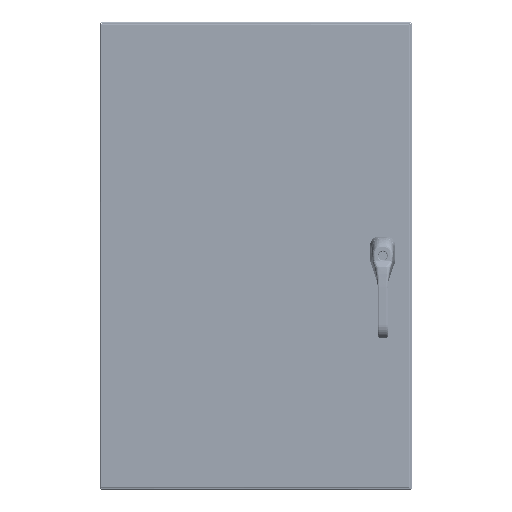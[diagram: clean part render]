
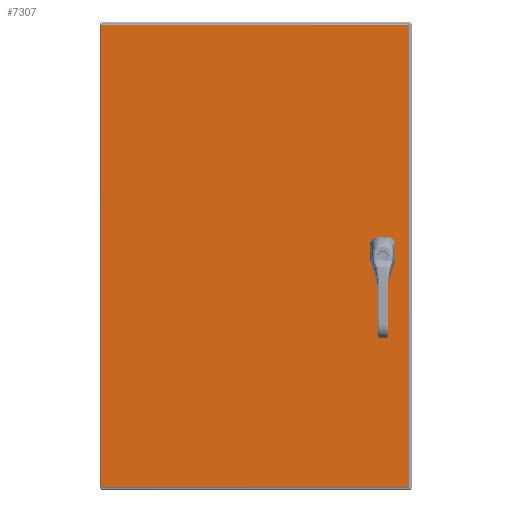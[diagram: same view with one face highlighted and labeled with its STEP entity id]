
A CAD part, top view. The second image highlights one B-rep face of the part: STEP entity #7307.
In plain terms, the highlighted face is planar.
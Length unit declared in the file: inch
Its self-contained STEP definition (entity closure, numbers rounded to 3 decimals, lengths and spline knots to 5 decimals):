
#5498=CARTESIAN_POINT('',(2.33762,18.275,0.0));
#5499=VERTEX_POINT('',#5498);
#5506=CARTESIAN_POINT('',(2.525,18.08762,0.0));
#5507=VERTEX_POINT('',#5506);
#5508=CARTESIAN_POINT('',(2.125,17.875,0.0));
#5509=DIRECTION('',(0.0,0.0,1.0));
#5510=DIRECTION('',(-0.469,-0.883,0.0));
#5511=AXIS2_PLACEMENT_3D('',#5508,#5509,#5510);
#5512=CIRCLE('',#5511,0.453);
#5513=EDGE_CURVE('',#5507,#5499,#5512,.T.);
#5538=CARTESIAN_POINT('',(2.525,17.66238,0.0));
#5539=VERTEX_POINT('',#5538);
#5540=CARTESIAN_POINT('',(2.525,17.66238,0.0));
#5541=DIRECTION('',(0.0,1.0,0.0));
#5542=VECTOR('',#5541,0.42525);
#5543=LINE('',#5540,#5542);
#5544=EDGE_CURVE('',#5539,#5507,#5543,.T.);
#5570=CARTESIAN_POINT('',(2.33762,17.475,0.0));
#5571=VERTEX_POINT('',#5570);
#5572=CARTESIAN_POINT('',(2.125,17.875,0.0));
#5573=DIRECTION('',(0.0,0.0,1.0));
#5574=DIRECTION('',(-0.883,0.469,0.0));
#5575=AXIS2_PLACEMENT_3D('',#5572,#5573,#5574);
#5576=CIRCLE('',#5575,0.453);
#5577=EDGE_CURVE('',#5571,#5539,#5576,.T.);
#5602=CARTESIAN_POINT('',(1.91238,17.475,0.0));
#5603=VERTEX_POINT('',#5602);
#5604=CARTESIAN_POINT('',(1.91238,17.475,0.0));
#5605=DIRECTION('',(1.0,0.0,0.0));
#5606=VECTOR('',#5605,0.42525);
#5607=LINE('',#5604,#5606);
#5608=EDGE_CURVE('',#5603,#5571,#5607,.T.);
#5634=CARTESIAN_POINT('',(1.725,17.66238,0.0));
#5635=VERTEX_POINT('',#5634);
#5636=CARTESIAN_POINT('',(2.125,17.875,0.0));
#5637=DIRECTION('',(0.0,0.0,1.0));
#5638=DIRECTION('',(0.469,0.883,0.0));
#5639=AXIS2_PLACEMENT_3D('',#5636,#5637,#5638);
#5640=CIRCLE('',#5639,0.453);
#5641=EDGE_CURVE('',#5635,#5603,#5640,.T.);
#5666=CARTESIAN_POINT('',(1.725,18.08762,0.0));
#5667=VERTEX_POINT('',#5666);
#5668=CARTESIAN_POINT('',(1.725,18.08762,0.0));
#5669=DIRECTION('',(0.0,-1.0,0.0));
#5670=VECTOR('',#5669,0.42525);
#5671=LINE('',#5668,#5670);
#5672=EDGE_CURVE('',#5667,#5635,#5671,.T.);
#5698=CARTESIAN_POINT('',(1.91238,18.275,0.0));
#5699=VERTEX_POINT('',#5698);
#5700=CARTESIAN_POINT('',(2.125,17.875,0.0));
#5701=DIRECTION('',(0.0,0.0,1.0));
#5702=DIRECTION('',(0.883,-0.469,0.0));
#5703=AXIS2_PLACEMENT_3D('',#5700,#5701,#5702);
#5704=CIRCLE('',#5703,0.453);
#5705=EDGE_CURVE('',#5699,#5667,#5704,.T.);
#5728=CARTESIAN_POINT('',(2.33762,18.275,0.0));
#5729=DIRECTION('',(-1.0,0.0,0.0));
#5730=VECTOR('',#5729,0.42525);
#5731=LINE('',#5728,#5730);
#5732=EDGE_CURVE('',#5499,#5699,#5731,.T.);
#6315=CARTESIAN_POINT('',(23.76975,0.10525,0.));
#6316=VERTEX_POINT('',#6315);
#6327=CARTESIAN_POINT('',(23.76975,35.64475,0.));
#6328=VERTEX_POINT('',#6327);
#6329=CARTESIAN_POINT('',(23.76975,35.64475,0.0));
#6330=DIRECTION('',(0.0,-1.0,0.0));
#6331=VECTOR('',#6330,35.5395);
#6332=LINE('',#6329,#6331);
#6333=EDGE_CURVE('',#6328,#6316,#6332,.T.);
#6485=CARTESIAN_POINT('',(0.10525,0.10525,0.));
#6486=VERTEX_POINT('',#6485);
#6497=CARTESIAN_POINT('',(23.76975,0.10525,0.0));
#6498=DIRECTION('',(-1.0,0.0,0.0));
#6499=VECTOR('',#6498,23.6645);
#6500=LINE('',#6497,#6499);
#6501=EDGE_CURVE('',#6316,#6486,#6500,.T.);
#6762=CARTESIAN_POINT('',(0.10525,35.64475,0.));
#6763=VERTEX_POINT('',#6762);
#6774=CARTESIAN_POINT('',(0.10525,0.10525,0.0));
#6775=DIRECTION('',(0.0,1.0,0.0));
#6776=VECTOR('',#6775,35.5395);
#6777=LINE('',#6774,#6776);
#6778=EDGE_CURVE('',#6486,#6763,#6777,.T.);
#7043=CARTESIAN_POINT('',(0.10525,35.64475,0.0));
#7044=DIRECTION('',(1.0,0.0,0.0));
#7045=VECTOR('',#7044,23.6645);
#7046=LINE('',#7043,#7045);
#7047=EDGE_CURVE('',#6763,#6328,#7046,.T.);
#7286=CARTESIAN_POINT('',(11.9375,17.875,0.0));
#7287=DIRECTION('',(0.0,0.0,1.0));
#7288=DIRECTION('',(1.0,0.0,0.0));
#7289=AXIS2_PLACEMENT_3D('',#7286,#7287,#7288);
#7290=PLANE('',#7289);
#7291=ORIENTED_EDGE('',*,*,#6333,.T.);
#7292=ORIENTED_EDGE('',*,*,#6501,.T.);
#7293=ORIENTED_EDGE('',*,*,#6778,.T.);
#7294=ORIENTED_EDGE('',*,*,#7047,.T.);
#7295=EDGE_LOOP('',(#7291,#7292,#7293,#7294));
#7296=FACE_OUTER_BOUND('',#7295,.T.);
#7297=ORIENTED_EDGE('',*,*,#5513,.T.);
#7298=ORIENTED_EDGE('',*,*,#5732,.T.);
#7299=ORIENTED_EDGE('',*,*,#5705,.T.);
#7300=ORIENTED_EDGE('',*,*,#5672,.T.);
#7301=ORIENTED_EDGE('',*,*,#5641,.T.);
#7302=ORIENTED_EDGE('',*,*,#5608,.T.);
#7303=ORIENTED_EDGE('',*,*,#5577,.T.);
#7304=ORIENTED_EDGE('',*,*,#5544,.T.);
#7305=EDGE_LOOP('',(#7297,#7298,#7299,#7300,#7301,#7302,#7303,#7304));
#7306=FACE_BOUND('',#7305,.T.);
#7307=ADVANCED_FACE('',(#7296,#7306),#7290,.F.);
